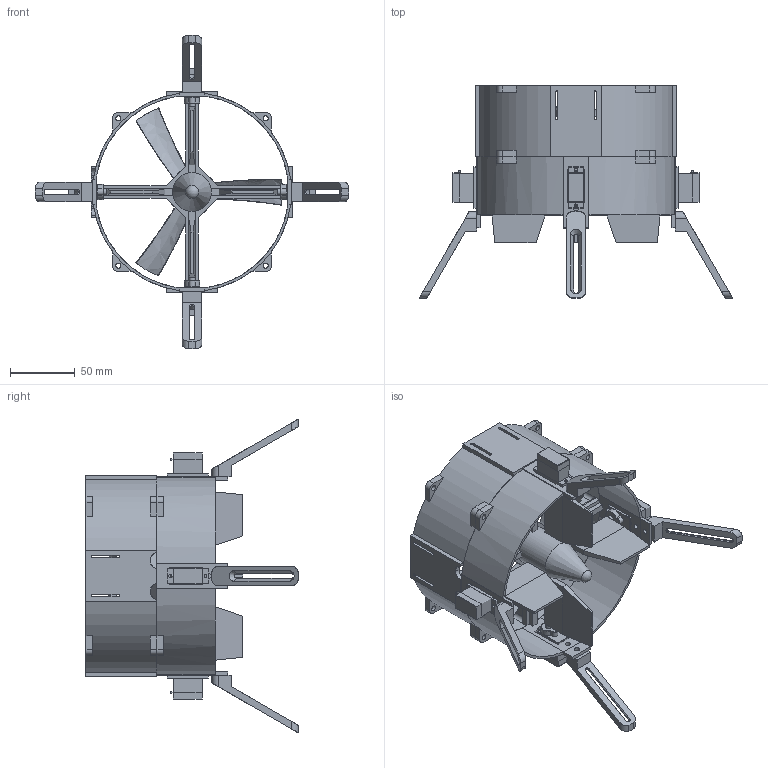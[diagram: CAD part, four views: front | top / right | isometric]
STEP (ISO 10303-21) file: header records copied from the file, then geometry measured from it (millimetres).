
FILE_DESCRIPTION(/* description */ (''),/* implementation_level */ '2;1');
FILE_NAME(/* name */ 'singleCopter v4 v2.step',/* time_stamp */ '2020-04-10T13:28:33+09:00',/* author */ (''),/* organization */ (''),/* preprocessor_version */ 'ST-DEVELOPER v18',/* originating_system */ 'Autodesk Translation Framework v8.12.0.6',/* authorisation */ '');
FILE_SCHEMA (('AUTOMOTIVE_DESIGN { 1 0 10303 214 3 1 1 }'));
Length unit declared in the file: millimetre
Products named in the file (7): singleCopter v4; motor shaft v2; triple prop v1; vectored thrust module v3; legs v2; MicroServo9g v1; 001 v1
Assembly tree (15 placements, depth 2):
  singleCopter v4
    motor shaft v2
    triple prop v1
    vectored thrust module v3
    legs v2  x4
    MicroServo9g v1  x4
    001 v1  x4
Bounding box: 242.66 x 164.28 x 242.66 mm (x, y, z)
Volume: 254714.7 mm3; surface area: 182584.5 mm2
Topology: 32 solids, 32 shells, 871 faces, 2177 edges, 1368 vertices
Faces by surface type: plane 441, cylinder 329, sphere 65, cone 19, torus 9, bspline 8
Full cylindrical faces by diameter (mm): 1 x12, 1.7 x4, 4 x16, 4.2 x8, 4.6 x4, 5 x2, 7 x1, 8 x4, 26 x1, 30 x3, 32 x2, 150 x1
Entity records: 16801 total; most frequent: CARTESIAN_POINT 4450, DIRECTION 2527, ORIENTED_EDGE 2498, EDGE_CURVE 1249, AXIS2_PLACEMENT_3D 864, VERTEX_POINT 810, LINE 799, VECTOR 799
